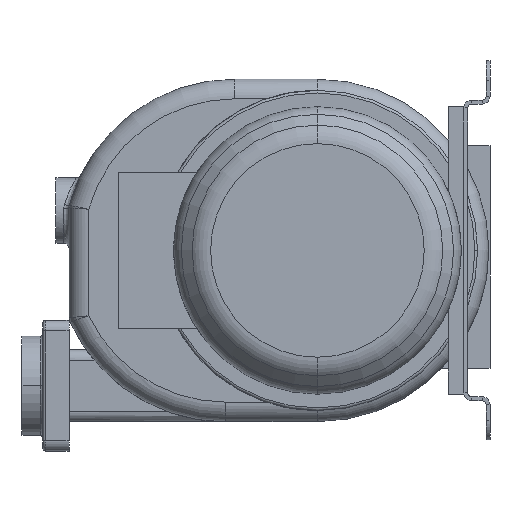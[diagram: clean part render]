
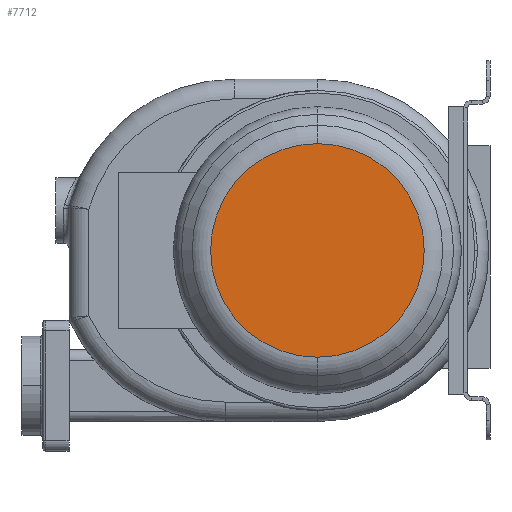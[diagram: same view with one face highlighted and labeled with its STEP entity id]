
A CAD part, left-side view. The second image highlights one B-rep face of the part: STEP entity #7712.
In plain terms, the highlighted planar face has unit normal (-1, 0, 0).
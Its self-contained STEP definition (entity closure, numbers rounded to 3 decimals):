
#1=CARTESIAN_POINT('',(0.,0.,0.));
#2=DIRECTION('',(-1.,0.,0.));
#3=DIRECTION('',(0.,0.,-1.));
#4=AXIS2_PLACEMENT_3D('',#1,#2,#3);
#6=CARTESIAN_POINT('',(0.,0.,0.));
#7=DIRECTION('',(-1.,0.,0.));
#8=DIRECTION('',(0.,0.,1.));
#9=AXIS2_PLACEMENT_3D('',#6,#7,#8);
#6759=CARTESIAN_POINT('',(0.,0.,-81.716));
#6760=CARTESIAN_POINT('',(0.,0.,81.716));
#6761=VERTEX_POINT('',#6759);
#6762=VERTEX_POINT('',#6760);
#7701=CARTESIAN_POINT('',(0.,0.,0.));
#7702=DIRECTION('',(1.,0.,0.));
#7703=DIRECTION('',(0.,0.,-1.));
#7704=AXIS2_PLACEMENT_3D('',#7701,#7702,#7703);
#7705=PLANE('',#7704);
#7707=ORIENTED_EDGE('',*,*,#7706,.F.);
#7709=ORIENTED_EDGE('',*,*,#7708,.F.);
#7710=EDGE_LOOP('',(#7707,#7709));
#7711=FACE_OUTER_BOUND('',#7710,.F.);
#7712=ADVANCED_FACE('',(#7711),#7705,.F.);
#5=CIRCLE('',#4,81.716);
#10=CIRCLE('',#9,81.716);
#7706=EDGE_CURVE('',#6761,#6762,#5,.T.);
#7708=EDGE_CURVE('',#6762,#6761,#10,.T.);
